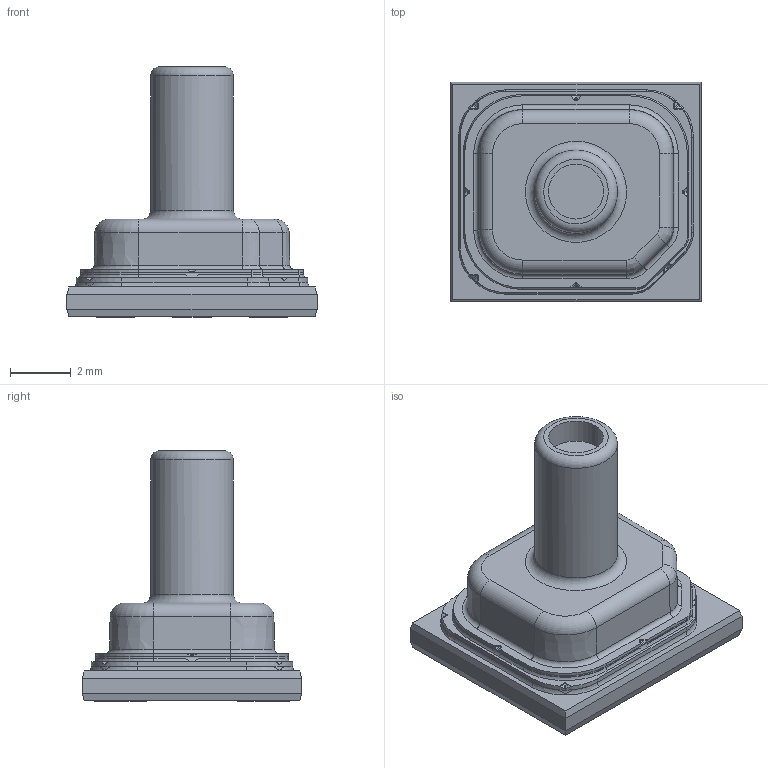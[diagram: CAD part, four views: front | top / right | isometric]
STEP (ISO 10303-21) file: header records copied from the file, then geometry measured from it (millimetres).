
FILE_DESCRIPTION(/* description */ (''),/* implementation_level */ '2;1');
FILE_NAME(/* name */ 'Honeywell ABP2-L-SN_SMT_leadles v2.step',/* time_stamp */ '2021-11-09T06:35:39-08:00',/* author */ (''),/* organization */ (''),/* preprocessor_version */ 'ST-DEVELOPER v18.1',/* originating_system */ 'Autodesk Translation Framework v10.10.0.1391',/* authorisation */ '');
FILE_SCHEMA (('AUTOMOTIVE_DESIGN { 1 0 10303 214 3 1 1 }'));
Length unit declared in the file: millimetre
Products named in the file (1): Honeywell ABP2-L-SN_SMT_leadles
Bounding box: 8.2 x 7.2 x 8.21 mm (x, y, z)
Volume: 164.6 mm3; surface area: 383.5 mm2
Topology: 7 solids, 7 shells, 349 faces, 921 edges, 488 vertices
Faces by surface type: plane 138, cylinder 137, torus 35, bspline 34, cone 5
Full cylindrical faces by diameter (mm): 0.203 x8, 0.305 x1, 1.8 x1, 2.72 x1
Entity records: 12993 total; most frequent: CARTESIAN_POINT 4332, DIRECTION 1867, ORIENTED_EDGE 1842, EDGE_CURVE 921, AXIS2_PLACEMENT_3D 705, VERTEX_POINT 488, LINE 457, VECTOR 457
